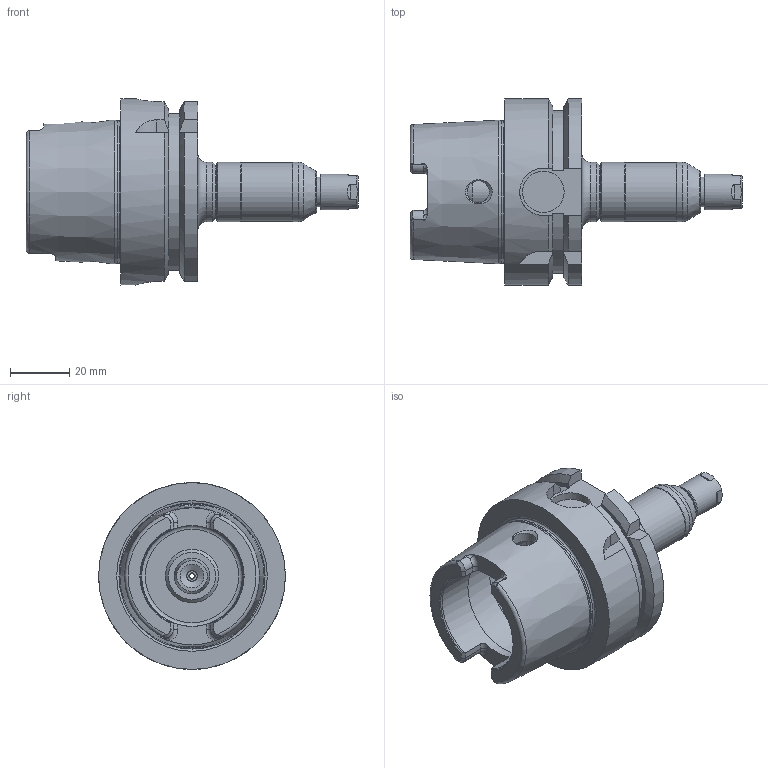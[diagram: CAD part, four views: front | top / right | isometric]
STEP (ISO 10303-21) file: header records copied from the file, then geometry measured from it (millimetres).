
FILE_DESCRIPTION((''),'2;1');
FILE_NAME('581075008080 HSK63A-SMH8-80-3D.stp','2023-04-08T11:14:20',('nttooll'),(''),'Autodesk Inventor 2012','Autodesk Inventor 2012','');
FILE_SCHEMA(('AUTOMOTIVE_DESIGN { 1 0 10303 214 1 1 1 1 }'));
Length unit declared in the file: millimetre
Products named in the file (1): 581075008080 HSK63A-SMH8-80-3D
Bounding box: 112 x 63 x 63 mm (x, y, z)
Volume: 97006.8 mm3; surface area: 27596.7 mm2
Topology: 1 solids, 1 shells, 179 faces, 430 edges, 270 vertices
Faces by surface type: plane 66, cylinder 56, cone 40, torus 17
Full cylindrical faces by diameter (mm): 1.5 x1, 2.6 x1, 3 x1, 3.5 x1, 3.7 x1, 5.25 x1, 5.4 x1, 6 x1, 7.2 x1, 7.5 x2, 8 x1, 9 x1, 10 x2, 10.6 x1, 11.3 x1, 12 x2, 14 x1, 18 x2, 19.8 x1, 20 x3, 34 x1, 34.5 x1, 40 x1, 48 x1, 63 x1
Entity records: 5214 total; most frequent: CARTESIAN_POINT 1362, DIRECTION 806, ORIENTED_EDGE 712, EDGE_CURVE 356, AXIS2_PLACEMENT_3D 344, EDGE_LOOP 266, VERTEX_POINT 260, FACE_OUTER_BOUND 179
